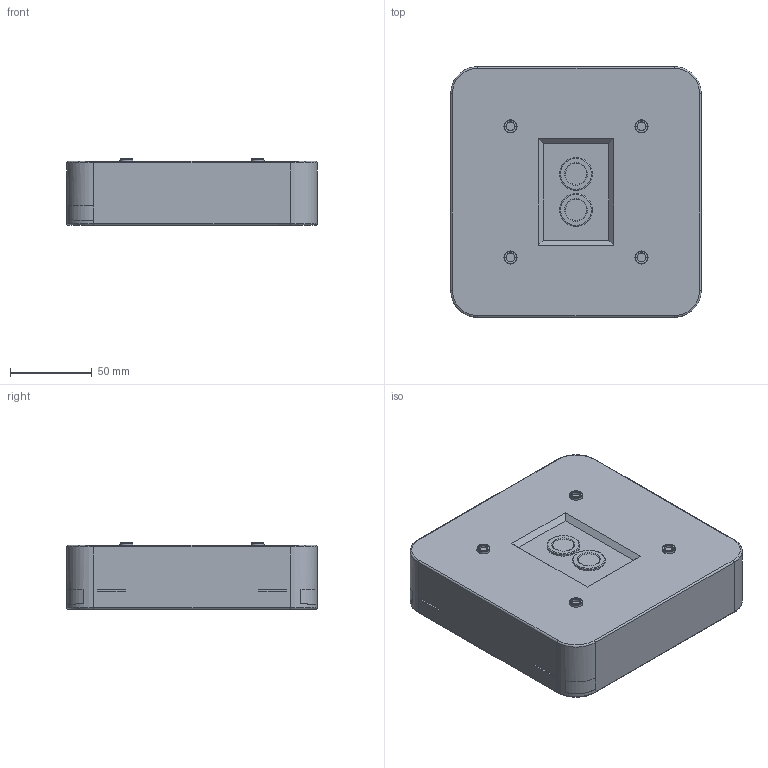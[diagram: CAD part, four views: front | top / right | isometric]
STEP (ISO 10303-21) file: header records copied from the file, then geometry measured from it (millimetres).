
FILE_DESCRIPTION(/* description */ (''),/* implementation_level */ '2;1');
FILE_NAME(/* name */ 'SLM-D-simple v1.step',/* time_stamp */ '2023-11-17T10:29:25+01:00',/* author */ (''),/* organization */ (''),/* preprocessor_version */ 'ST-DEVELOPER v20',/* originating_system */ 'Autodesk Translation Framework v12.14.0.127',/* authorisation */ '');
FILE_SCHEMA (('AUTOMOTIVE_DESIGN { 1 0 10303 214 3 1 1 }'));
Length unit declared in the file: millimetre
Products named in the file (1): SLM-D-simple
Bounding box: 153 x 153 x 40.5 mm (x, y, z)
Volume: 890294.9 mm3; surface area: 70057.6 mm2
Topology: 1 solids, 11 shells, 140 faces, 280 edges, 183 vertices
Faces by surface type: plane 73, torus 22, cylinder 21, cone 18, bspline 6
Full cylindrical faces by diameter (mm): 2.5 x1, 14.1 x1, 20 x2
Entity records: 3843 total; most frequent: CARTESIAN_POINT 776, DIRECTION 672, ORIENTED_EDGE 560, EDGE_CURVE 280, AXIS2_PLACEMENT_3D 274, VERTEX_POINT 183, EDGE_LOOP 165, FACE_OUTER_BOUND 140
